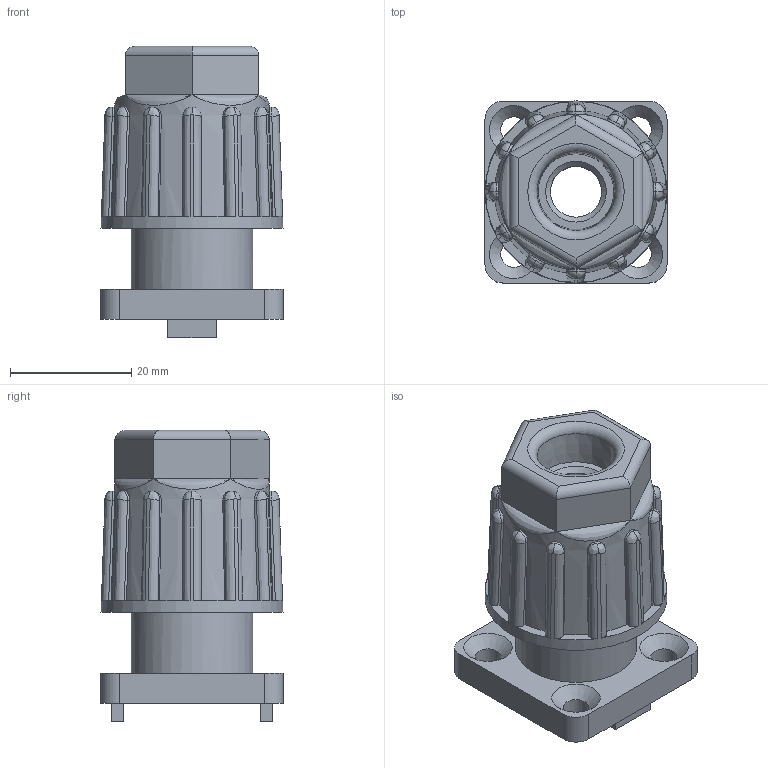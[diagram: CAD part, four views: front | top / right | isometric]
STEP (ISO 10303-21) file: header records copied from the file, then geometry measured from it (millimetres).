
FILE_DESCRIPTION (( 'STEP AP214' ), '1' );
FILE_NAME ('098h300808.STEP', '2015-01-16T08:33:17', ( 'Admin' ), ( 'Hewlett-Packard Company' ), 'SwSTEP 2.0', 'SolidWorks 2014', '' );
FILE_SCHEMA (( 'AUTOMOTIVE_DESIGN' ));
Length unit declared in the file: millimetre
Products named in the file (3): 098h30o0808_Standard; 098h30u_098 h 30 u; 098h300808
Assembly tree (2 placements, depth 2):
  098h300808
    098h30u_098 h 30 u
    098h30o0808_Standard
Bounding box: 30 x 30 x 48 mm (x, y, z)
Volume: 14779.5 mm3; surface area: 13023.9 mm2
Topology: 2 solids, 2 shells, 384 faces, 1003 edges, 634 vertices
Faces by surface type: plane 169, cylinder 146, bspline 54, cone 10, torus 5
Full cylindrical faces by diameter (mm): 4.3 x4, 8.4 x2, 13 x1, 15 x1, 16.5 x1, 18 x2, 20 x1
Entity records: 14544 total; most frequent: CARTESIAN_POINT 5831, ORIENTED_EDGE 1944, DIRECTION 1540, EDGE_CURVE 972, VERTEX_POINT 626, AXIS2_PLACEMENT_3D 541, LINE 458, VECTOR 458
